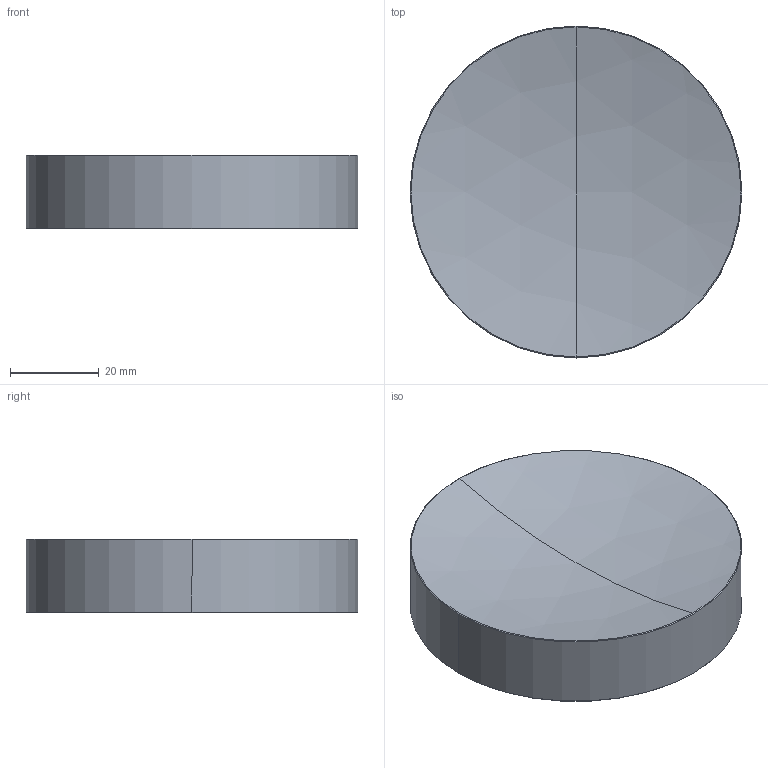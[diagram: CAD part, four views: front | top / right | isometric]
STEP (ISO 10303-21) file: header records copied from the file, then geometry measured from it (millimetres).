
FILE_DESCRIPTION (( 'STEP AP214' ), '1' );
FILE_NAME ('22634-E0W.STEP', '2011-07-14T15:29:56', ( 'Admin' ), ( '' ), 'SwSTEP 2.0', 'SolidWorks 2011', '' );
FILE_SCHEMA (( 'AUTOMOTIVE_DESIGN' ));
Length unit declared in the file: millimetre
Products named in the file (1): 22634-E0W
Bounding box: 75 x 75 x 16.71 mm (x, y, z)
Surface area: 12792.5 mm2 (no closed solid volume)
Topology: 0 solids, 30 shells, 38 faces, 492 edges, 485 vertices
Faces by surface type: plane 30, cone 4, sphere 2, cylinder 2
Entity records: 8000 total; most frequent: CARTESIAN_POINT 4684, ORIENTED_EDGE 510, EDGE_CURVE 492, VERTEX_POINT 485, DIRECTION 352, LINE 250, VECTOR 250, B_SPLINE_CURVE_WITH_KNOTS 230
